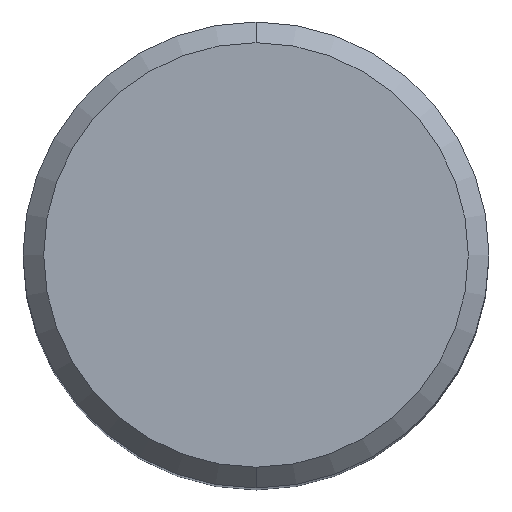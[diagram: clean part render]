
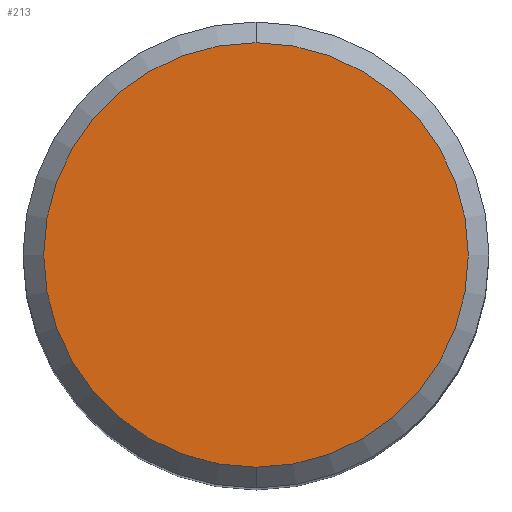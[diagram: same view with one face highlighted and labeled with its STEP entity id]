
A CAD part, top view. The second image highlights one B-rep face of the part: STEP entity #213.
In plain terms, the highlighted planar face has unit normal (0, 0, 1).
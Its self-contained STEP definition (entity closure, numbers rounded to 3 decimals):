
#129=EDGE_CURVE('',#141,#175,#285,.T.);
#141=VERTEX_POINT('',#298);
#175=VERTEX_POINT('',#336);
#181=EDGE_CURVE('',#175,#141,#342,.T.);
#213=ADVANCED_FACE('',(#378),#379,.T.);
#285=CIRCLE('',#455,8.2);
#298=CARTESIAN_POINT('',(0.0,8.2,0.));
#336=CARTESIAN_POINT('',(0.,-8.2,0.));
#342=CIRCLE('',#525,8.2);
#378=FACE_OUTER_BOUND('',#576,.T.);
#379=PLANE('',#577);
#455=AXIS2_PLACEMENT_3D('',#652,#653,#654);
#525=AXIS2_PLACEMENT_3D('',#717,#718,#719);
#576=EDGE_LOOP('',(#770,#771));
#577=AXIS2_PLACEMENT_3D('',#772,#773,#774);
#652=CARTESIAN_POINT('',(0.0,0.0,0.));
#653=DIRECTION('',(0.0,0.0,-1.0));
#654=DIRECTION('',(0.0,1.0,0.0));
#717=CARTESIAN_POINT('',(0.0,0.0,0.));
#718=DIRECTION('',(0.0,0.0,-1.0));
#719=DIRECTION('',(0.0,1.0,0.0));
#770=ORIENTED_EDGE('',*,*,#129,.F.);
#771=ORIENTED_EDGE('',*,*,#181,.F.);
#772=CARTESIAN_POINT('',(0.0,4.1,0.));
#773=DIRECTION('',(-0.0,0.0,1.0));
#774=DIRECTION('',(0.0,-1.0,0.0));
